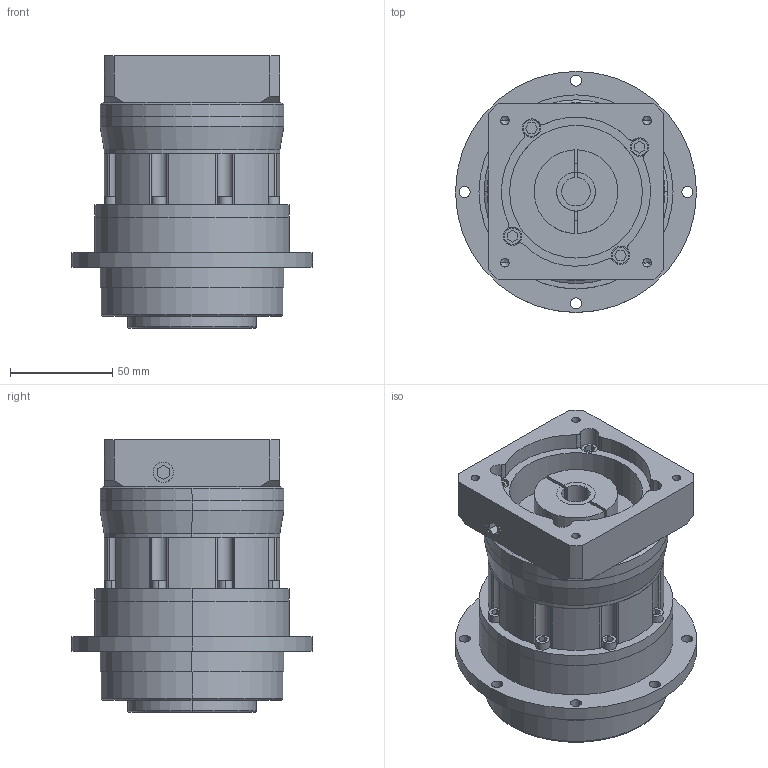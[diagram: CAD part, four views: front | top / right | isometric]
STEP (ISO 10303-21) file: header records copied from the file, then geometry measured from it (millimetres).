
FILE_DESCRIPTION (( 'STEP AP214' ), '1' );
FILE_NAME ('VGH90双级模型（14-35 73-2 4-5.5-69.6-69.6）新.STEP', '2018-07-06T07:34:59', ( 'Windows' ), ( 'Microsoft' ), 'SwSTEP 2.0', 'SolidWorks 2016', '' );
FILE_SCHEMA (( 'AUTOMOTIVE_DESIGN' ));
Length unit declared in the file: millimetre
Products named in the file (1): VGH90双级模型（14-35 73-2 4-5.5-69.6-69.6）新
Bounding box: 118 x 118 x 133.5 mm (x, y, z)
Volume: 773596.2 mm3; surface area: 136539.5 mm2
Topology: 6 solids, 6 shells, 383 faces, 947 edges, 607 vertices
Faces by surface type: cylinder 181, plane 166, cone 30, torus 6
Entity records: 12186 total; most frequent: DIRECTION 2091, CARTESIAN_POINT 1940, ORIENTED_EDGE 1850, EDGE_CURVE 925, AXIS2_PLACEMENT_3D 790, VERTEX_POINT 607, VECTOR 511, LINE 511
